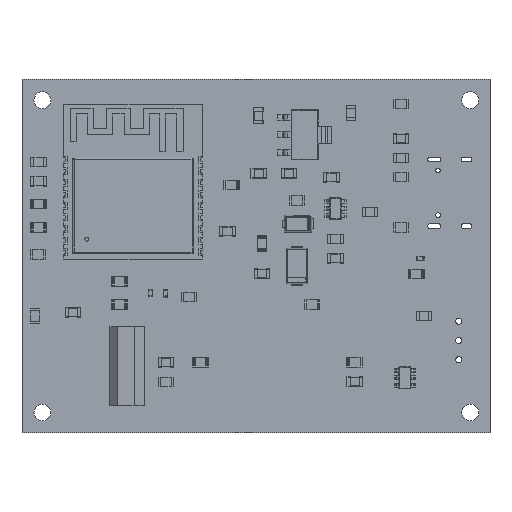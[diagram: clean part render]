
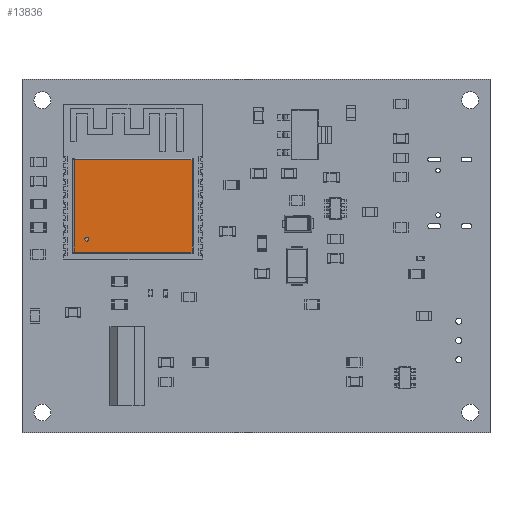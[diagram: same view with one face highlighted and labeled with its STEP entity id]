
A CAD part, top view. The second image highlights one B-rep face of the part: STEP entity #13836.
In plain terms, the highlighted planar face has unit normal (0, 0, 1).
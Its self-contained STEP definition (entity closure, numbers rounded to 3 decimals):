
#13660 = VERTEX_POINT('',#13661);
#13661 = CARTESIAN_POINT('',(-7.65,5.98,3.2));
#13668 = EDGE_CURVE('',#13660,#13669,#13671,.T.);
#13669 = VERTEX_POINT('',#13670);
#13670 = CARTESIAN_POINT('',(7.65,5.98,3.2));
#13671 = LINE('',#13672,#13673);
#13672 = CARTESIAN_POINT('',(-7.85,5.98,3.2));
#13673 = VECTOR('',#13674,1.);
#13674 = DIRECTION('',(1.,0.,0.));
#13836 = ADVANCED_FACE('',(#13837,#13862),#13873,.T.);
#13837 = FACE_BOUND('',#13838,.T.);
#13838 = EDGE_LOOP('',(#13839,#13847,#13848,#13856));
#13839 = ORIENTED_EDGE('',*,*,#13840,.F.);
#13840 = EDGE_CURVE('',#13669,#13841,#13843,.T.);
#13841 = VERTEX_POINT('',#13842);
#13842 = CARTESIAN_POINT('',(7.65,-5.99,3.2));
#13843 = LINE('',#13844,#13845);
#13844 = CARTESIAN_POINT('',(7.65,6.18,3.2));
#13845 = VECTOR('',#13846,1.);
#13846 = DIRECTION('',(0.,-1.,0.));
#13847 = ORIENTED_EDGE('',*,*,#13668,.F.);
#13848 = ORIENTED_EDGE('',*,*,#13849,.F.);
#13849 = EDGE_CURVE('',#13850,#13660,#13852,.T.);
#13850 = VERTEX_POINT('',#13851);
#13851 = CARTESIAN_POINT('',(-7.65,-5.99,3.2));
#13852 = LINE('',#13853,#13854);
#13853 = CARTESIAN_POINT('',(-7.65,-6.19,3.2));
#13854 = VECTOR('',#13855,1.);
#13855 = DIRECTION('',(0.,1.,0.));
#13856 = ORIENTED_EDGE('',*,*,#13857,.F.);
#13857 = EDGE_CURVE('',#13841,#13850,#13858,.T.);
#13858 = LINE('',#13859,#13860);
#13859 = CARTESIAN_POINT('',(7.85,-5.99,3.2));
#13860 = VECTOR('',#13861,1.);
#13861 = DIRECTION('',(-1.,0.,0.));
#13862 = FACE_BOUND('',#13863,.T.);
#13863 = EDGE_LOOP('',(#13864));
#13864 = ORIENTED_EDGE('',*,*,#13865,.F.);
#13865 = EDGE_CURVE('',#13866,#13866,#13868,.T.);
#13866 = VERTEX_POINT('',#13867);
#13867 = CARTESIAN_POINT('',(-5.75,-4.34,3.2));
#13868 = CIRCLE('',#13869,0.25);
#13869 = AXIS2_PLACEMENT_3D('',#13870,#13871,#13872);
#13870 = CARTESIAN_POINT('',(-6.,-4.34,3.2));
#13871 = DIRECTION('',(0.,0.,1.));
#13872 = DIRECTION('',(1.,0.,-0.));
#13873 = PLANE('',#13874);
#13874 = AXIS2_PLACEMENT_3D('',#13875,#13876,#13877);
#13875 = CARTESIAN_POINT('',(0.,-0.005,3.2));
#13876 = DIRECTION('',(0.,0.,1.));
#13877 = DIRECTION('',(1.,0.,-0.));
